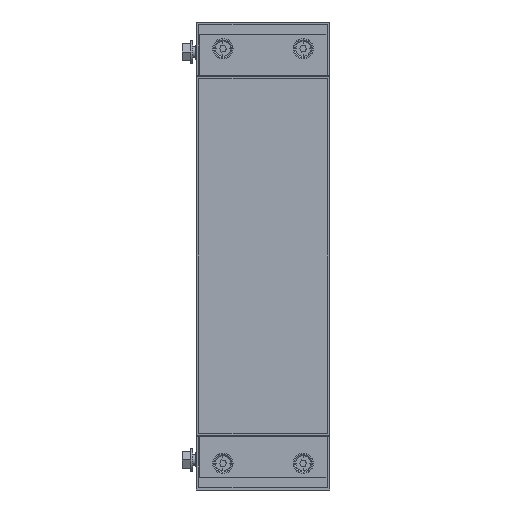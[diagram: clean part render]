
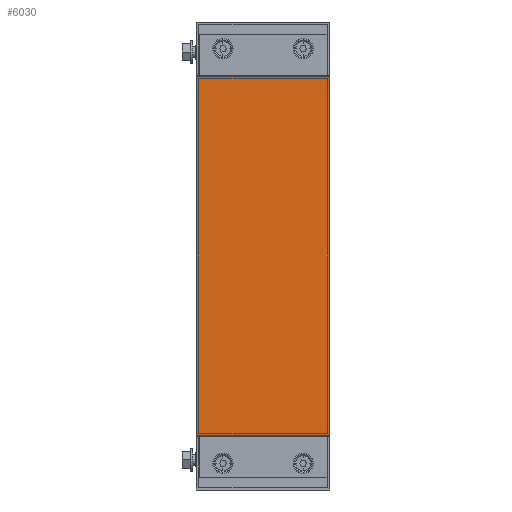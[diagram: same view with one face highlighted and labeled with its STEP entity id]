
A CAD part, left-side view. The second image highlights one B-rep face of the part: STEP entity #6030.
In plain terms, the highlighted planar face has unit normal (-1, 0, 0).
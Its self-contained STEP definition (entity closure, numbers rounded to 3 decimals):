
#296 = CARTESIAN_POINT ( 'NONE',  ( 0., -100., 65.4 ) ) ;
#310 = AXIS2_PLACEMENT_3D ( 'NONE', #5576, #1105, #3441 ) ;
#631 = VECTOR ( 'NONE', #5136, 1000. ) ;
#943 = VERTEX_POINT ( 'NONE', #6664 ) ;
#1105 = DIRECTION ( 'NONE',  ( -1., 0., 0. ) ) ;
#1258 = VERTEX_POINT ( 'NONE', #8378 ) ;
#1301 = DIRECTION ( 'NONE',  ( 0., 1., 0. ) ) ;
#1440 = CARTESIAN_POINT ( 'NONE',  ( 0., 0., 334.6 ) ) ;
#1730 = VECTOR ( 'NONE', #7262, 1000. ) ;
#1876 = FACE_OUTER_BOUND ( 'NONE', #8795, .T. ) ;
#2394 = EDGE_CURVE ( 'NONE', #1258, #943, #3478, .T. ) ;
#2830 = CARTESIAN_POINT ( 'NONE',  ( 0., 0., 334.6 ) ) ;
#2984 = ORIENTED_EDGE ( 'NONE', *, *, #2394, .T. ) ;
#3441 = DIRECTION ( 'NONE',  ( 0., 0., 1. ) ) ;
#3478 = LINE ( 'NONE', #296, #1730 ) ;
#3629 = CARTESIAN_POINT ( 'NONE',  ( 0., 0., 65.4 ) ) ;
#4177 = LINE ( 'NONE', #2830, #6570 ) ;
#4493 = CARTESIAN_POINT ( 'NONE',  ( 0., 0., 65.4 ) ) ;
#4919 = ORIENTED_EDGE ( 'NONE', *, *, #9464, .T. ) ;
#5049 = CARTESIAN_POINT ( 'NONE',  ( 0., 0., 65.4 ) ) ;
#5136 = DIRECTION ( 'NONE',  ( 0., 0., -1. ) ) ;
#5312 = EDGE_CURVE ( 'NONE', #943, #7423, #4177, .T. ) ;
#5356 = ORIENTED_EDGE ( 'NONE', *, *, #5312, .T. ) ;
#5576 = CARTESIAN_POINT ( 'NONE',  ( 0., 0., 0. ) ) ;
#5723 = ORIENTED_EDGE ( 'NONE', *, *, #5924, .T. ) ;
#5924 = EDGE_CURVE ( 'NONE', #7423, #8040, #7428, .T. ) ;
#6030 = ADVANCED_FACE ( 'NONE', ( #1876 ), #6339, .T. ) ;
#6217 = LINE ( 'NONE', #4493, #8499 ) ;
#6268 = DIRECTION ( 'NONE',  ( 0., -1., 0. ) ) ;
#6339 = PLANE ( 'NONE',  #310 ) ;
#6570 = VECTOR ( 'NONE', #1301, 1000. ) ;
#6664 = CARTESIAN_POINT ( 'NONE',  ( 0., -100., 334.6 ) ) ;
#7262 = DIRECTION ( 'NONE',  ( 0., 0., 1. ) ) ;
#7423 = VERTEX_POINT ( 'NONE', #1440 ) ;
#7428 = LINE ( 'NONE', #3629, #631 ) ;
#8040 = VERTEX_POINT ( 'NONE', #5049 ) ;
#8378 = CARTESIAN_POINT ( 'NONE',  ( 0., -100., 65.4 ) ) ;
#8499 = VECTOR ( 'NONE', #6268, 1000. ) ;
#8795 = EDGE_LOOP ( 'NONE', ( #4919, #2984, #5356, #5723 ) ) ;
#9464 = EDGE_CURVE ( 'NONE', #8040, #1258, #6217, .T. ) ;
